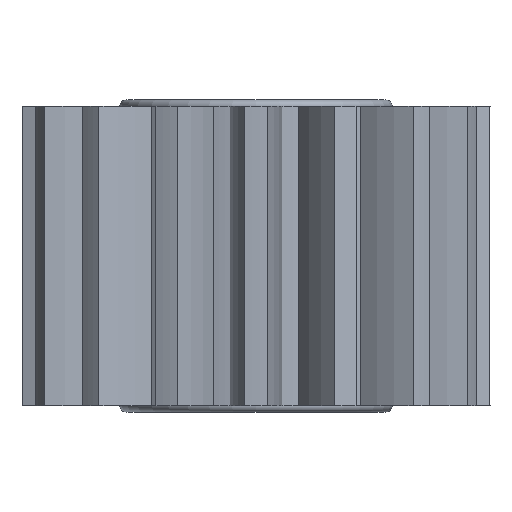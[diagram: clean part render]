
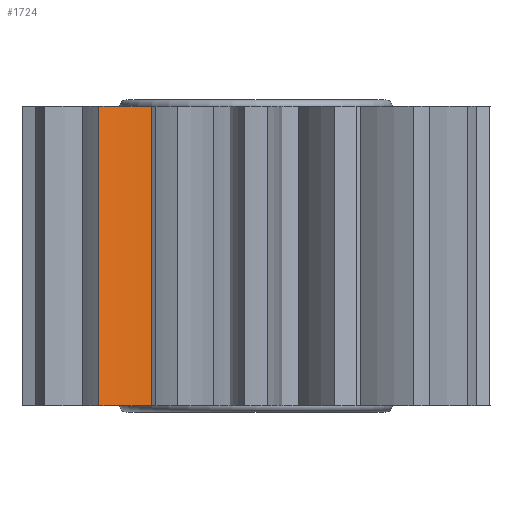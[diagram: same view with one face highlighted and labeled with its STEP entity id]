
A CAD part, left-side view. The second image highlights one B-rep face of the part: STEP entity #1724.
In plain terms, the highlighted cylindrical face has radius 9.328 mm (diameter 18.657 mm), a partial arc.
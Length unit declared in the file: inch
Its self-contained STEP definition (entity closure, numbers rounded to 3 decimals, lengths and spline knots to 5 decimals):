
#73=LINE($,#3067,#191);
#76=LINE($,#3072,#194);
#191=VECTOR($,#2470,0.575);
#194=VECTOR($,#2477,0.575);
#258=CYLINDRICAL_SURFACE($,#1975,0.36726);
#402=FACE_OUTER_BOUND($,#512,.T.);
#512=EDGE_LOOP($,(#1443,#1444,#1445,#1446));
#649=CIRCLE($,#1894,0.36726);
#657=CIRCLE($,#1905,0.36726);
#819=VERTEX_POINT($,#2912);
#820=VERTEX_POINT($,#2914);
#827=VERTEX_POINT($,#2933);
#828=VERTEX_POINT($,#2935);
#1017=EDGE_CURVE($,#819,#820,#649,.T.);
#1027=EDGE_CURVE($,#827,#828,#657,.T.);
#1091=EDGE_CURVE($,#819,#828,#73,.T.);
#1094=EDGE_CURVE($,#820,#827,#76,.T.);
#1443=ORIENTED_EDGE($,*,*,#1027,.F.);
#1444=ORIENTED_EDGE($,*,*,#1094,.F.);
#1445=ORIENTED_EDGE($,*,*,#1017,.F.);
#1446=ORIENTED_EDGE($,*,*,#1091,.T.);
#1724=ADVANCED_FACE($,(#402),#258,.T.);
#1894=AXIS2_PLACEMENT_3D($,#2915,#2304,#2305);
#1905=AXIS2_PLACEMENT_3D($,#2936,#2328,#2329);
#1975=AXIS2_PLACEMENT_3D($,#3071,#2475,#2476);
#2304=DIRECTION('center_axis',(0.,0.,-1.));
#2305=DIRECTION('ref_axis',(-0.755,-0.655,0.));
#2328=DIRECTION('center_axis',(0.,0.,1.));
#2329=DIRECTION('ref_axis',(-0.755,-0.655,0.));
#2470=DIRECTION($,(0.,0.,1.));
#2475=DIRECTION('center_axis',(0.,0.,1.));
#2476=DIRECTION('ref_axis',(-0.755,-0.655,0.));
#2477=DIRECTION($,(0.,0.,1.));
#2912=CARTESIAN_POINT('',(-0.27108,0.20105,0.));
#2914=CARTESIAN_POINT('',(-0.33343,0.3022,0.));
#2915=CARTESIAN_POINT('Origin',(0.00627,0.44178,0.));
#2933=CARTESIAN_POINT('',(-0.33343,0.3022,0.575));
#2935=CARTESIAN_POINT('',(-0.27108,0.20105,0.575));
#2936=CARTESIAN_POINT('Origin',(0.00627,0.44178,0.575));
#3067=CARTESIAN_POINT($,(-0.27108,0.20105,0.));
#3071=CARTESIAN_POINT('Origin',(0.00627,0.44178,0.));
#3072=CARTESIAN_POINT($,(-0.33343,0.3022,0.));
